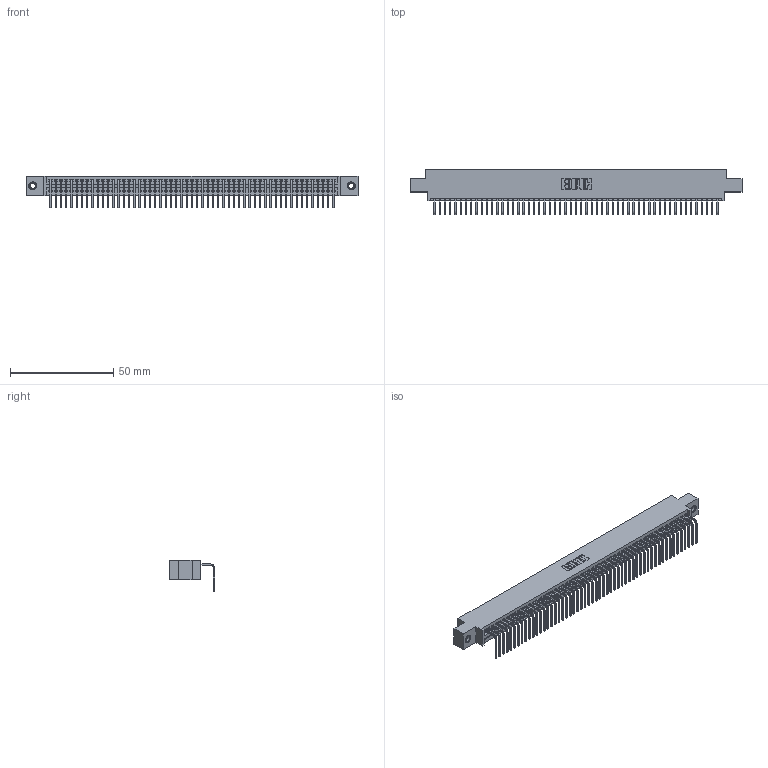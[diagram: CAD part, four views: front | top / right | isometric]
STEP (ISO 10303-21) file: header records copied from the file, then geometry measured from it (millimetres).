
FILE_DESCRIPTION (( 'STEP AP203' ), '1' );
FILE_NAME ('395-055-558-607.STEP', '2018-11-22T00:42:36', ( '' ), ( '' ), 'SwSTEP 2.0', 'SolidWorks 2016', '' );
FILE_SCHEMA (( 'CONFIG_CONTROL_DESIGN' ));
Length unit declared in the file: inch
Products named in the file (4): 345-250-001_345-250-005-103; 395-055-558-607; 345-292-001_558 Tail - 2; 345 Part_0.170 Offset - 0.156 Dia-TI
Assembly tree (58 placements, depth 2):
  395-055-558-607
    345 Part_0.170 Offset - 0.156 Dia-TI
    345-292-001_558 Tail - 2  x55
    345-250-001_345-250-005-103  x2
Bounding box: 160.91 x 21.83 x 15.37 mm (x, y, z)
Volume: 15446.1 mm3; surface area: 21939.1 mm2
Topology: 58 solids, 58 shells, 3490 faces, 10499 edges, 6918 vertices
Faces by surface type: plane 2426, cylinder 1048, cone 12, torus 4
Entity records: 41046 total; most frequent: CARTESIAN_POINT 7092, ORIENTED_EDGE 7074, DIRECTION 6201, EDGE_CURVE 3537, LINE 3165, VECTOR 3165, VERTEX_POINT 2352, AXIS2_PLACEMENT_3D 1518
